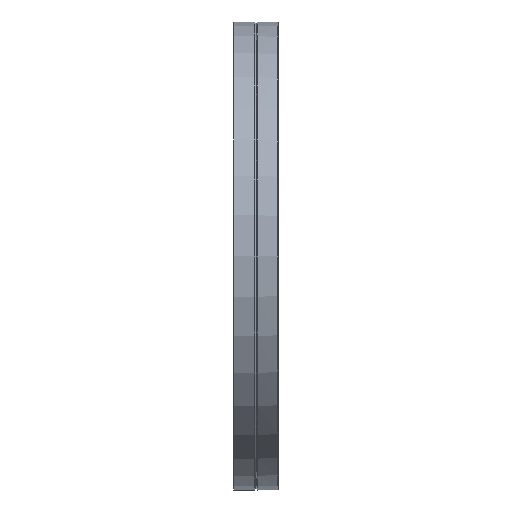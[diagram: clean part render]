
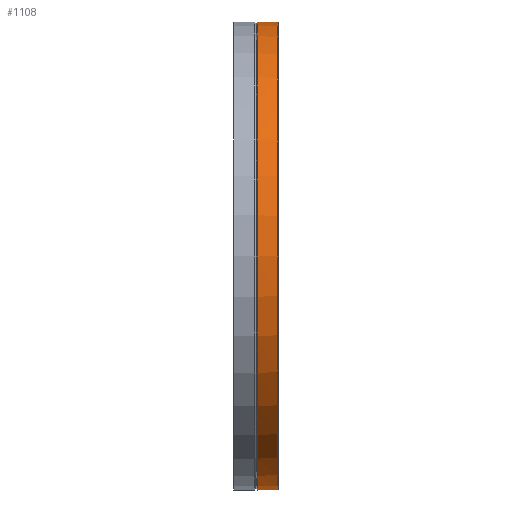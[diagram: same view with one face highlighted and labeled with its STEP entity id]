
A CAD part, front view. The second image highlights one B-rep face of the part: STEP entity #1108.
In plain terms, the highlighted cylindrical face has radius 127 mm (diameter 254 mm), a full revolution.
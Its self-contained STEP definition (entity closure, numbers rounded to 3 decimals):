
#4 = CARTESIAN_POINT ( 'NONE',  ( -1.472, 0.385, 127. ) ) ;
#11 = DIRECTION ( 'NONE',  ( 1., 0., 0. ) ) ;
#38 = ORIENTED_EDGE ( 'NONE', *, *, #2123, .T. ) ;
#55 = VERTEX_POINT ( 'NONE', #1696 ) ;
#83 = B_SPLINE_CURVE_WITH_KNOTS ( 'NONE', 3,
 ( #2091, #152, #1594, #1230, #188, #1054, #1413, #543, #197, #1221, #1403, #357, #1764, #716, #1931, #2097, #1063, #191 ),
 .UNSPECIFIED., .F., .F.,
 ( 4, 2, 2, 2, 2, 2, 2, 2, 4 ),
 ( 0., 0.001, 0.001, 0.002, 0.003, 0.003, 0.004, 0.004, 0.005 ),
 .UNSPECIFIED. ) ;
#147 = CARTESIAN_POINT ( 'NONE',  ( -11.4, 127., 0. ) ) ;
#152 = CARTESIAN_POINT ( 'NONE',  ( -0.476, 1.756, -126.988 ) ) ;
#156 = AXIS2_PLACEMENT_3D ( 'NONE', #1049, #11, #1041 ) ;
#183 = CARTESIAN_POINT ( 'NONE',  ( -0.3, -1.833, 126.987 ) ) ;
#188 = CARTESIAN_POINT ( 'NONE',  ( -1.068, 1.257, -126.994 ) ) ;
#191 = CARTESIAN_POINT ( 'NONE',  ( -0.3, -1.833, -126.987 ) ) ;
#197 = CARTESIAN_POINT ( 'NONE',  ( -1.5, 0.195, -127. ) ) ;
#205 = CIRCLE ( 'NONE', #1823, 127. ) ;
#315 = CARTESIAN_POINT ( 'NONE',  ( -0.644, 1.652, 126.989 ) ) ;
#324 = CARTESIAN_POINT ( 'NONE',  ( -1.068, 1.257, 126.994 ) ) ;
#343 = CARTESIAN_POINT ( 'NONE',  ( -1.069, -1.256, 126.994 ) ) ;
#357 = CARTESIAN_POINT ( 'NONE',  ( -1.362, -0.755, -126.998 ) ) ;
#449 = CARTESIAN_POINT ( 'NONE',  ( -0.3, 0., 0. ) ) ;
#503 = CYLINDRICAL_SURFACE ( 'NONE', #604, 127. ) ;
#527 = CARTESIAN_POINT ( 'NONE',  ( -0.3, 1.833, 126.987 ) ) ;
#543 = CARTESIAN_POINT ( 'NONE',  ( -1.472, 0.385, -127. ) ) ;
#556 = ORIENTED_EDGE ( 'NONE', *, *, #1799, .T. ) ;
#604 = AXIS2_PLACEMENT_3D ( 'NONE', #1957, #1611, #1087 ) ;
#654 = ORIENTED_EDGE ( 'NONE', *, *, #1483, .T. ) ;
#692 = CARTESIAN_POINT ( 'NONE',  ( -0.477, -1.756, 126.988 ) ) ;
#707 = CARTESIAN_POINT ( 'NONE',  ( -0.3, 1.833, 126.987 ) ) ;
#716 = CARTESIAN_POINT ( 'NONE',  ( -1.069, -1.256, -126.994 ) ) ;
#732 = EDGE_LOOP ( 'NONE', ( #556, #654, #988, #38 ) ) ;
#771 = CIRCLE ( 'NONE', #1158, 127. ) ;
#846 = CARTESIAN_POINT ( 'NONE',  ( -1.279, -0.934, 126.997 ) ) ;
#938 = VERTEX_POINT ( 'NONE', #2135 ) ;
#940 = B_SPLINE_CURVE_WITH_KNOTS ( 'NONE', 3,
 ( #527, #1019, #315, #1045, #324, #1207, #1186, #4, #1213, #1034, #1385, #2208, #846, #343, #2227, #1560, #692, #183 ),
 .UNSPECIFIED., .F., .F.,
 ( 4, 2, 2, 2, 2, 2, 2, 2, 4 ),
 ( 0., 0.001, 0.001, 0.002, 0.003, 0.003, 0.004, 0.004, 0.005 ),
 .UNSPECIFIED. ) ;
#988 = ORIENTED_EDGE ( 'NONE', *, *, #1710, .F. ) ;
#1019 = CARTESIAN_POINT ( 'NONE',  ( -0.476, 1.756, 126.988 ) ) ;
#1034 = CARTESIAN_POINT ( 'NONE',  ( -1.5, -0.193, 127. ) ) ;
#1041 = DIRECTION ( 'NONE',  ( 0., 1., 0. ) ) ;
#1045 = CARTESIAN_POINT ( 'NONE',  ( -0.938, 1.403, 126.992 ) ) ;
#1049 = CARTESIAN_POINT ( 'NONE',  ( -11.4, 0., 0. ) ) ;
#1054 = CARTESIAN_POINT ( 'NONE',  ( -1.279, 0.933, -126.997 ) ) ;
#1063 = CARTESIAN_POINT ( 'NONE',  ( -0.477, -1.756, -126.988 ) ) ;
#1087 = DIRECTION ( 'NONE',  ( 0., 1., 0. ) ) ;
#1096 = DIRECTION ( 'NONE',  ( 0., 1., 0. ) ) ;
#1108 = ADVANCED_FACE ( 'NONE', ( #1624, #1911 ), #503, .T. ) ;
#1158 = AXIS2_PLACEMENT_3D ( 'NONE', #449, #1853, #2159 ) ;
#1186 = CARTESIAN_POINT ( 'NONE',  ( -1.361, 0.758, 126.998 ) ) ;
#1190 = EDGE_CURVE ( 'NONE', #1485, #1485, #1367, .T. ) ;
#1207 = CARTESIAN_POINT ( 'NONE',  ( -1.279, 0.933, 126.997 ) ) ;
#1213 = CARTESIAN_POINT ( 'NONE',  ( -1.5, 0.195, 127. ) ) ;
#1221 = CARTESIAN_POINT ( 'NONE',  ( -1.5, -0.193, -127. ) ) ;
#1230 = CARTESIAN_POINT ( 'NONE',  ( -0.938, 1.403, -126.992 ) ) ;
#1367 = CIRCLE ( 'NONE', #156, 127. ) ;
#1385 = CARTESIAN_POINT ( 'NONE',  ( -1.472, -0.385, 127. ) ) ;
#1403 = CARTESIAN_POINT ( 'NONE',  ( -1.472, -0.385, -127. ) ) ;
#1413 = CARTESIAN_POINT ( 'NONE',  ( -1.361, 0.758, -126.998 ) ) ;
#1483 = EDGE_CURVE ( 'NONE', #2116, #55, #771, .T. ) ;
#1485 = VERTEX_POINT ( 'NONE', #147 ) ;
#1560 = CARTESIAN_POINT ( 'NONE',  ( -0.644, -1.652, 126.989 ) ) ;
#1594 = CARTESIAN_POINT ( 'NONE',  ( -0.644, 1.652, -126.989 ) ) ;
#1611 = DIRECTION ( 'NONE',  ( 1., 0., 0. ) ) ;
#1624 = FACE_OUTER_BOUND ( 'NONE', #1763, .T. ) ;
#1662 = CARTESIAN_POINT ( 'NONE',  ( -0.3, -1.833, -126.987 ) ) ;
#1696 = CARTESIAN_POINT ( 'NONE',  ( -0.3, -1.833, 126.987 ) ) ;
#1710 = EDGE_CURVE ( 'NONE', #1770, #55, #940, .T. ) ;
#1763 = EDGE_LOOP ( 'NONE', ( #2203 ) ) ;
#1764 = CARTESIAN_POINT ( 'NONE',  ( -1.279, -0.934, -126.997 ) ) ;
#1770 = VERTEX_POINT ( 'NONE', #707 ) ;
#1799 = EDGE_CURVE ( 'NONE', #938, #2116, #83, .T. ) ;
#1823 = AXIS2_PLACEMENT_3D ( 'NONE', #1830, #2000, #1096 ) ;
#1830 = CARTESIAN_POINT ( 'NONE',  ( -0.3, 0., 0. ) ) ;
#1853 = DIRECTION ( 'NONE',  ( -1., 0., 0. ) ) ;
#1911 = FACE_OUTER_BOUND ( 'NONE', #732, .T. ) ;
#1931 = CARTESIAN_POINT ( 'NONE',  ( -0.938, -1.403, -126.992 ) ) ;
#1957 = CARTESIAN_POINT ( 'NONE',  ( 0., 0., 0. ) ) ;
#2000 = DIRECTION ( 'NONE',  ( -1., 0., 0. ) ) ;
#2091 = CARTESIAN_POINT ( 'NONE',  ( -0.3, 1.833, -126.987 ) ) ;
#2097 = CARTESIAN_POINT ( 'NONE',  ( -0.644, -1.652, -126.989 ) ) ;
#2116 = VERTEX_POINT ( 'NONE', #1662 ) ;
#2123 = EDGE_CURVE ( 'NONE', #1770, #938, #205, .T. ) ;
#2135 = CARTESIAN_POINT ( 'NONE',  ( -0.3, 1.833, -126.987 ) ) ;
#2159 = DIRECTION ( 'NONE',  ( 0., 1., 0. ) ) ;
#2203 = ORIENTED_EDGE ( 'NONE', *, *, #1190, .T. ) ;
#2208 = CARTESIAN_POINT ( 'NONE',  ( -1.362, -0.755, 126.998 ) ) ;
#2227 = CARTESIAN_POINT ( 'NONE',  ( -0.938, -1.403, 126.992 ) ) ;
